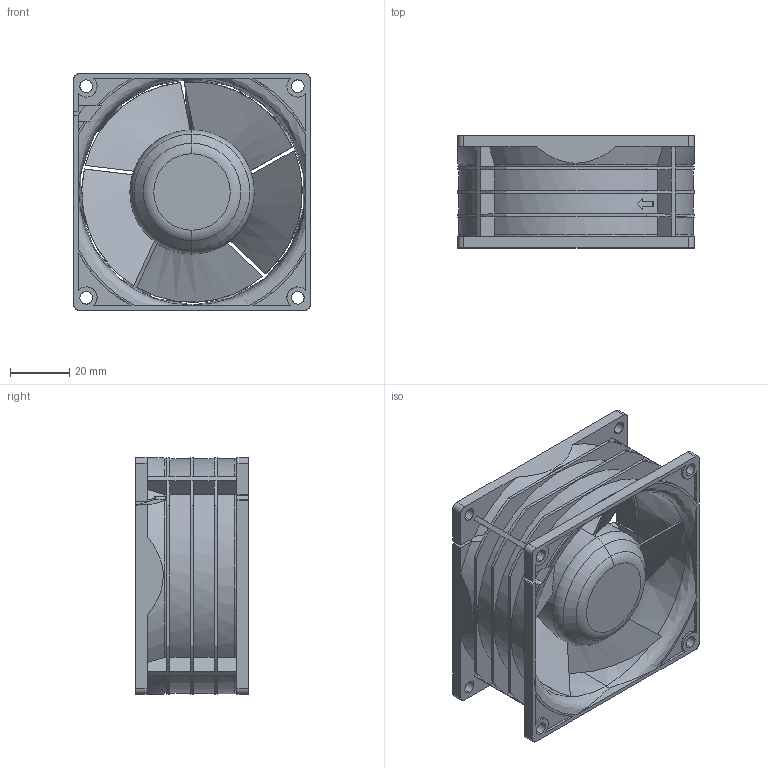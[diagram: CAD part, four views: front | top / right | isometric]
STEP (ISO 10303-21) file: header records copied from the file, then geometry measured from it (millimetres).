
FILE_DESCRIPTION (( 'STEP AP214' ), '1' );
FILE_NAME ('S8038 Series 3D model.STEP', '2023-10-18T10:32:28', ( '' ), ( '' ), 'SwSTEP 2.0', 'SolidWorks 2021', '' );
FILE_SCHEMA (( 'AUTOMOTIVE_DESIGN' ));
Length unit declared in the file: millimetre
Products named in the file (3): S8038 Series 3D model; S8038B_42hub; 8038B_FAN_HOUSING
Assembly tree (2 placements, depth 2):
  S8038 Series 3D model
    8038B_FAN_HOUSING
    S8038B_42hub
Bounding box: 80 x 38 x 80 mm (x, y, z)
Volume: 70617.2 mm3; surface area: 55214.2 mm2
Topology: 2 solids, 2 shells, 446 faces, 1277 edges, 841 vertices
Faces by surface type: plane 220, cylinder 109, bspline 70, cone 43, torus 4
Entity records: 22800 total; most frequent: CARTESIAN_POINT 12487, ORIENTED_EDGE 2554, DIRECTION 1458, EDGE_CURVE 1277, VERTEX_POINT 841, B_SPLINE_CURVE_WITH_KNOTS 621, LINE 546, VECTOR 546
